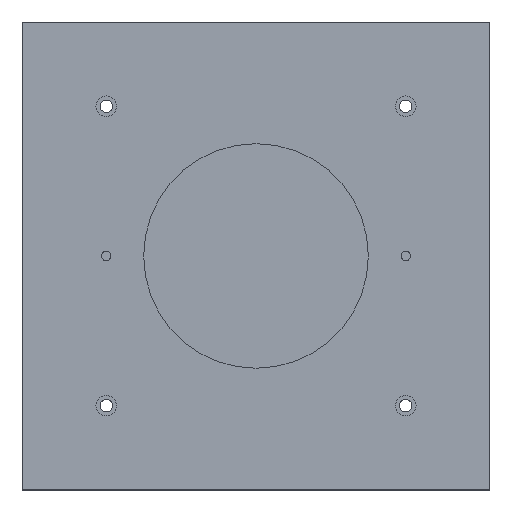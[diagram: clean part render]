
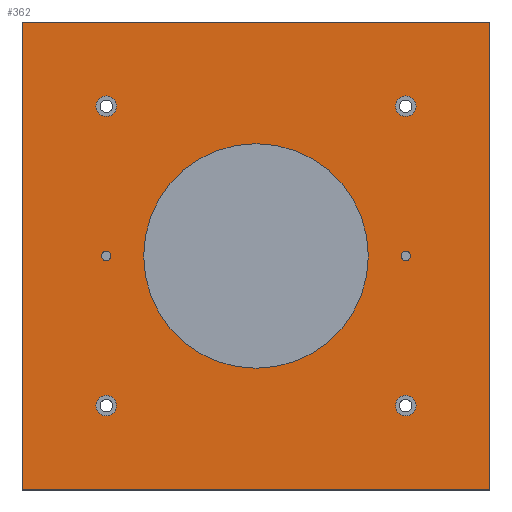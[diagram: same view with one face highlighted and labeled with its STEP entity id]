
A CAD part, top view. The second image highlights one B-rep face of the part: STEP entity #362.
In plain terms, the highlighted planar face has unit normal (0, 0, 1).
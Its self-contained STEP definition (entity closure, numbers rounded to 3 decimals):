
#19=FACE_BOUND('',#84,.T.);
#20=FACE_BOUND('',#85,.T.);
#21=FACE_BOUND('',#86,.T.);
#22=FACE_BOUND('',#87,.T.);
#23=FACE_BOUND('',#88,.T.);
#24=FACE_BOUND('',#89,.T.);
#25=FACE_BOUND('',#90,.T.);
#34=PLANE('',#416);
#55=FACE_OUTER_BOUND('',#83,.T.);
#83=EDGE_LOOP('',(#289,#290,#291,#292));
#84=EDGE_LOOP('',(#293));
#85=EDGE_LOOP('',(#294));
#86=EDGE_LOOP('',(#295));
#87=EDGE_LOOP('',(#296));
#88=EDGE_LOOP('',(#297));
#89=EDGE_LOOP('',(#298));
#90=EDGE_LOOP('',(#299));
#114=LINE('',#607,#137);
#115=LINE('',#609,#138);
#116=LINE('',#611,#139);
#117=LINE('',#612,#140);
#137=VECTOR('',#502,10.);
#138=VECTOR('',#503,10.);
#139=VECTOR('',#504,10.);
#140=VECTOR('',#505,10.);
#160=CIRCLE('',#401,5.5);
#162=CIRCLE('',#405,5.5);
#164=CIRCLE('',#409,5.5);
#166=CIRCLE('',#413,5.5);
#168=CIRCLE('',#417,2.5);
#169=CIRCLE('',#418,2.5);
#170=CIRCLE('',#419,60.);
#182=VERTEX_POINT('',#577);
#184=VERTEX_POINT('',#584);
#186=VERTEX_POINT('',#591);
#188=VERTEX_POINT('',#598);
#190=VERTEX_POINT('',#605);
#191=VERTEX_POINT('',#606);
#192=VERTEX_POINT('',#608);
#193=VERTEX_POINT('',#610);
#194=VERTEX_POINT('',#613);
#195=VERTEX_POINT('',#615);
#196=VERTEX_POINT('',#617);
#216=EDGE_CURVE('',#182,#182,#160,.T.);
#219=EDGE_CURVE('',#184,#184,#162,.T.);
#222=EDGE_CURVE('',#186,#186,#164,.T.);
#225=EDGE_CURVE('',#188,#188,#166,.T.);
#228=EDGE_CURVE('',#190,#191,#114,.T.);
#229=EDGE_CURVE('',#191,#192,#115,.T.);
#230=EDGE_CURVE('',#192,#193,#116,.T.);
#231=EDGE_CURVE('',#193,#190,#117,.T.);
#232=EDGE_CURVE('',#194,#194,#168,.T.);
#233=EDGE_CURVE('',#195,#195,#169,.T.);
#234=EDGE_CURVE('',#196,#196,#170,.T.);
#289=ORIENTED_EDGE('',*,*,#228,.T.);
#290=ORIENTED_EDGE('',*,*,#229,.T.);
#291=ORIENTED_EDGE('',*,*,#230,.T.);
#292=ORIENTED_EDGE('',*,*,#231,.T.);
#293=ORIENTED_EDGE('',*,*,#216,.T.);
#294=ORIENTED_EDGE('',*,*,#219,.T.);
#295=ORIENTED_EDGE('',*,*,#222,.T.);
#296=ORIENTED_EDGE('',*,*,#225,.T.);
#297=ORIENTED_EDGE('',*,*,#232,.T.);
#298=ORIENTED_EDGE('',*,*,#233,.T.);
#299=ORIENTED_EDGE('',*,*,#234,.T.);
#362=ADVANCED_FACE('',(#55,#19,#20,#21,#22,#23,#24,#25),#34,.T.);
#401=AXIS2_PLACEMENT_3D('',#578,#466,#467);
#405=AXIS2_PLACEMENT_3D('',#585,#475,#476);
#409=AXIS2_PLACEMENT_3D('',#592,#484,#485);
#413=AXIS2_PLACEMENT_3D('',#599,#493,#494);
#416=AXIS2_PLACEMENT_3D('',#604,#500,#501);
#417=AXIS2_PLACEMENT_3D('',#614,#506,#507);
#418=AXIS2_PLACEMENT_3D('',#616,#508,#509);
#419=AXIS2_PLACEMENT_3D('',#618,#510,#511);
#466=DIRECTION('center_axis',(0.,0.,-1.));
#467=DIRECTION('ref_axis',(-1.,0.,0.));
#475=DIRECTION('center_axis',(0.,0.,-1.));
#476=DIRECTION('ref_axis',(-1.,0.,0.));
#484=DIRECTION('center_axis',(0.,0.,-1.));
#485=DIRECTION('ref_axis',(-1.,0.,0.));
#493=DIRECTION('center_axis',(0.,0.,-1.));
#494=DIRECTION('ref_axis',(-1.,0.,0.));
#500=DIRECTION('center_axis',(0.,0.,1.));
#501=DIRECTION('ref_axis',(1.,0.,0.));
#502=DIRECTION('',(0.,-1.,0.));
#503=DIRECTION('',(1.,0.,0.));
#504=DIRECTION('',(0.,1.,0.));
#505=DIRECTION('',(-1.,0.,0.));
#506=DIRECTION('center_axis',(0.,0.,-1.));
#507=DIRECTION('ref_axis',(-1.,0.,0.));
#508=DIRECTION('center_axis',(0.,0.,-1.));
#509=DIRECTION('ref_axis',(-1.,0.,0.));
#510=DIRECTION('center_axis',(0.,0.,-1.));
#511=DIRECTION('ref_axis',(-1.,0.,0.));
#577=CARTESIAN_POINT('',(210.5,205.,30.));
#578=CARTESIAN_POINT('Origin',(205.,205.,30.));
#584=CARTESIAN_POINT('',(210.5,45.,30.));
#585=CARTESIAN_POINT('Origin',(205.,45.,30.));
#591=CARTESIAN_POINT('',(50.5,205.,30.));
#592=CARTESIAN_POINT('Origin',(45.,205.,30.));
#598=CARTESIAN_POINT('',(50.5,45.,30.));
#599=CARTESIAN_POINT('Origin',(45.,45.,30.));
#604=CARTESIAN_POINT('Origin',(125.,125.,30.));
#605=CARTESIAN_POINT('',(0.,250.,30.));
#606=CARTESIAN_POINT('',(0.,0.,30.));
#607=CARTESIAN_POINT('',(0.,250.,30.));
#608=CARTESIAN_POINT('',(250.,0.,30.));
#609=CARTESIAN_POINT('',(0.,0.,30.));
#610=CARTESIAN_POINT('',(250.,250.,30.));
#611=CARTESIAN_POINT('',(250.,0.,30.));
#612=CARTESIAN_POINT('',(250.,250.,30.));
#613=CARTESIAN_POINT('',(47.5,125.,30.));
#614=CARTESIAN_POINT('Origin',(45.,125.,30.));
#615=CARTESIAN_POINT('',(207.5,125.,30.));
#616=CARTESIAN_POINT('Origin',(205.,125.,30.));
#617=CARTESIAN_POINT('',(185.,125.,30.));
#618=CARTESIAN_POINT('Origin',(125.,125.,30.));
